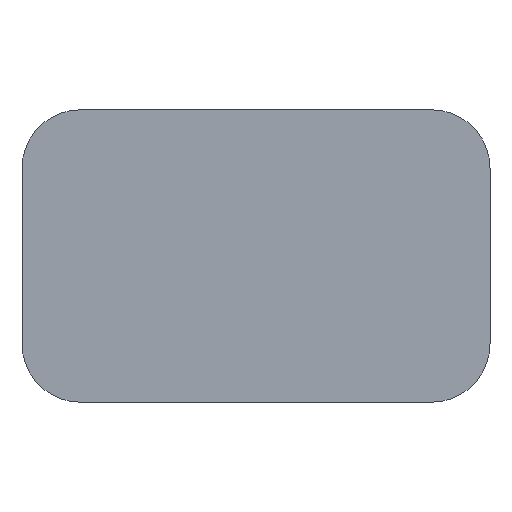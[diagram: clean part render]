
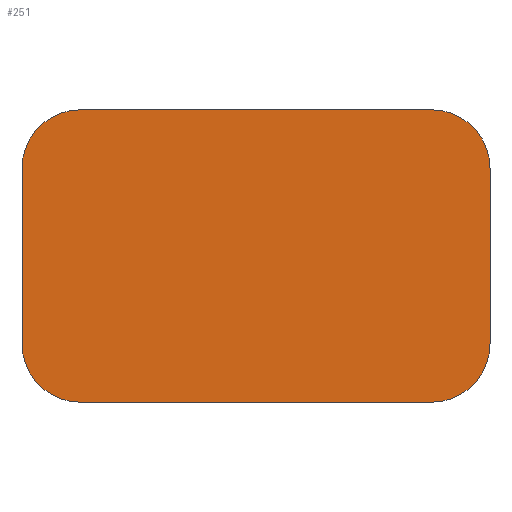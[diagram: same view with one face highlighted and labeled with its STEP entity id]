
A CAD part, front view. The second image highlights one B-rep face of the part: STEP entity #251.
In plain terms, the highlighted planar face has unit normal (0, -1, 0).
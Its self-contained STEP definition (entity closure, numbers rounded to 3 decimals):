
#28=LINE('',#359,#44);
#29=LINE('',#363,#45);
#30=LINE('',#367,#46);
#31=LINE('',#371,#47);
#44=VECTOR('',#303,1000.);
#45=VECTOR('',#306,1000.);
#46=VECTOR('',#309,1000.);
#47=VECTOR('',#312,1000.);
#64=ORIENTED_EDGE('',*,*,#112,.F.);
#65=ORIENTED_EDGE('',*,*,#113,.F.);
#66=ORIENTED_EDGE('',*,*,#114,.F.);
#67=ORIENTED_EDGE('',*,*,#115,.F.);
#68=ORIENTED_EDGE('',*,*,#116,.F.);
#69=ORIENTED_EDGE('',*,*,#117,.F.);
#70=ORIENTED_EDGE('',*,*,#118,.F.);
#71=ORIENTED_EDGE('',*,*,#119,.F.);
#112=EDGE_CURVE('',#136,#137,#148,.T.);
#113=EDGE_CURVE('',#138,#136,#28,.T.);
#114=EDGE_CURVE('',#139,#138,#149,.T.);
#115=EDGE_CURVE('',#140,#139,#29,.T.);
#116=EDGE_CURVE('',#141,#140,#150,.T.);
#117=EDGE_CURVE('',#142,#141,#30,.T.);
#118=EDGE_CURVE('',#143,#142,#151,.T.);
#119=EDGE_CURVE('',#137,#143,#31,.T.);
#136=VERTEX_POINT('',#357);
#137=VERTEX_POINT('',#358);
#138=VERTEX_POINT('',#360);
#139=VERTEX_POINT('',#362);
#140=VERTEX_POINT('',#364);
#141=VERTEX_POINT('',#366);
#142=VERTEX_POINT('',#368);
#143=VERTEX_POINT('',#370);
#148=CIRCLE('',#271,0.5);
#149=CIRCLE('',#272,0.5);
#150=CIRCLE('',#273,0.5);
#151=CIRCLE('',#274,0.5);
#153=EDGE_LOOP('',(#64,#65,#66,#67,#68,#69,#70,#71));
#163=FACE_BOUND('',#153,.T.);
#173=PLANE('',#270);
#251=ADVANCED_FACE('',(#163),#173,.F.);
#270=AXIS2_PLACEMENT_3D('',#355,#299,#300);
#271=AXIS2_PLACEMENT_3D('',#356,#301,#302);
#272=AXIS2_PLACEMENT_3D('',#361,#304,#305);
#273=AXIS2_PLACEMENT_3D('',#365,#307,#308);
#274=AXIS2_PLACEMENT_3D('',#369,#310,#311);
#299=DIRECTION('',(0.,1.,0.));
#300=DIRECTION('',(0.,0.,1.));
#301=DIRECTION('',(0.,1.,0.));
#302=DIRECTION('',(1.,0.,0.));
#303=DIRECTION('',(-1.,0.,0.));
#304=DIRECTION('',(0.,1.,0.));
#305=DIRECTION('',(1.,0.,0.));
#306=DIRECTION('',(0.,0.,-1.));
#307=DIRECTION('',(0.,1.,0.));
#308=DIRECTION('',(-1.,0.,0.));
#309=DIRECTION('',(1.,0.,0.));
#310=DIRECTION('',(0.,1.,0.));
#311=DIRECTION('',(1.,0.,0.));
#312=DIRECTION('',(0.,0.,1.));
#355=CARTESIAN_POINT('',(-1.5,-1.5,0.5));
#356=CARTESIAN_POINT('',(-1.5,-1.5,0.5));
#357=CARTESIAN_POINT('',(-1.5,-1.5,0.));
#358=CARTESIAN_POINT('',(-2.,-1.5,0.5));
#359=CARTESIAN_POINT('',(1.5,-1.5,0.));
#360=CARTESIAN_POINT('',(1.5,-1.5,0.));
#361=CARTESIAN_POINT('',(1.5,-1.5,0.5));
#362=CARTESIAN_POINT('',(2.,-1.5,0.5));
#363=CARTESIAN_POINT('',(2.,-1.5,2.));
#364=CARTESIAN_POINT('',(2.,-1.5,2.));
#365=CARTESIAN_POINT('',(1.5,-1.5,2.));
#366=CARTESIAN_POINT('',(1.5,-1.5,2.5));
#367=CARTESIAN_POINT('',(-1.5,-1.5,2.5));
#368=CARTESIAN_POINT('',(-1.5,-1.5,2.5));
#369=CARTESIAN_POINT('',(-1.5,-1.5,2.));
#370=CARTESIAN_POINT('',(-2.,-1.5,2.));
#371=CARTESIAN_POINT('',(-2.,-1.5,0.5));
